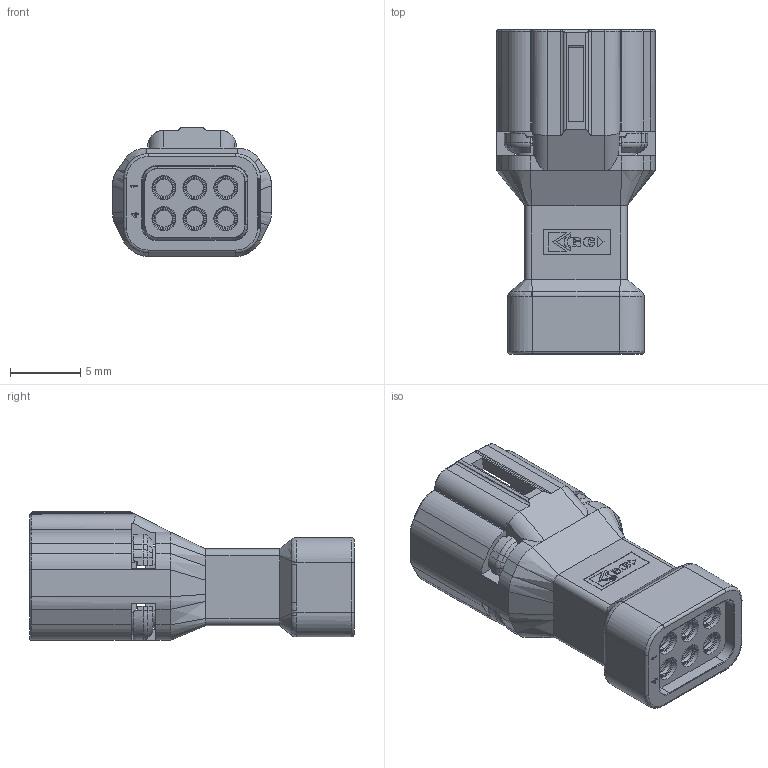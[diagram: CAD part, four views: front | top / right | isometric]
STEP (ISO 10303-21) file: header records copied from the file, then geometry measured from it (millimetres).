
FILE_DESCRIPTION((''),'2;1');
FILE_NAME('06PIN-G-WX','2025-03-19T10:10:54',('NK210218'),(''),'CREO PARAMETRIC BY PTC INC, 2020053','CREO PARAMETRIC BY PTC INC, 2020053','');
FILE_SCHEMA(('CONFIG_CONTROL_DESIGN','SHAPE_APPEARANCE_LAYERS_GROUPS'));
Length unit declared in the file: inch
Products named in the file (1): 06PIN-G-WX
Bounding box: 11.3 x 23.05 x 9.15 mm (x, y, z)
Volume: 934.1 mm3; surface area: 1511.3 mm2
Topology: 1 solids, 3 shells, 958 faces, 2338 edges, 1405 vertices
Faces by surface type: plane 401, cylinder 176, torus 175, cone 160, bspline 37, extrusion 9
Entity records: 37234 total; most frequent: CARTESIAN_POINT 7874, DIRECTION 4788, ORIENTED_EDGE 4676, EDGE_CURVE 2338, AXIS2_PLACEMENT_3D 1697, VERTEX_POINT 1405, VECTOR 1394, LINE 1385
